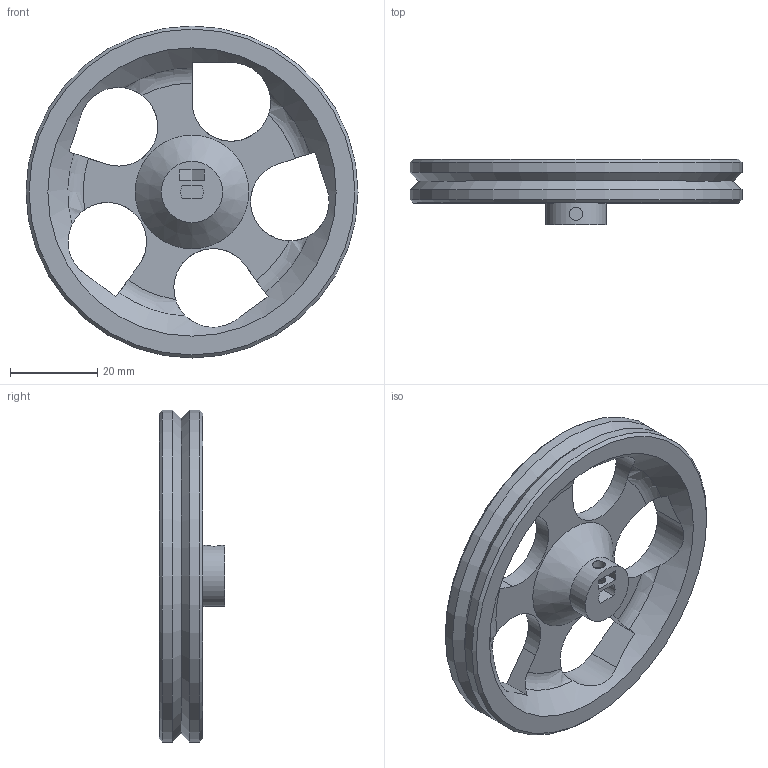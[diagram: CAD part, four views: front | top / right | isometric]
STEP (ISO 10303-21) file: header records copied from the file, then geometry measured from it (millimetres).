
FILE_DESCRIPTION(/* description */ ('STEP AP214'),/* implementation_level */ '2;1');
FILE_NAME(/* name */ '5fd2fb2e0c8acb0ea5ac81b1',/* time_stamp */ '2020-12-11T04:53:02+00:00',/* author */ (''),/* organization */ (''),/* preprocessor_version */ 'ST-DEVELOPER v18.1',/* originating_system */ ' ',/* authorisation */ ' ');
FILE_SCHEMA (('AUTOMOTIVE_DESIGN {1 0 10303 214 3 1 1}'));
Length unit declared in the file: metre
Products named in the file (1): Wheel-Left
Bounding box: 76 x 15 x 76 mm (x, y, z)
Volume: 23703.3 mm3; surface area: 11452.4 mm2
Topology: 1 solids, 1 shells, 53 faces, 151 edges, 99 vertices
Faces by surface type: plane 30, cylinder 12, cone 6, torus 5
Full cylindrical faces by diameter (mm): 3 x2, 14 x1, 76 x2
Entity records: 1733 total; most frequent: CARTESIAN_POINT 359, ORIENTED_EDGE 270, DIRECTION 270, EDGE_CURVE 135, AXIS2_PLACEMENT_3D 97, VERTEX_POINT 95, EDGE_LOOP 78, FACE_BOUND 78
